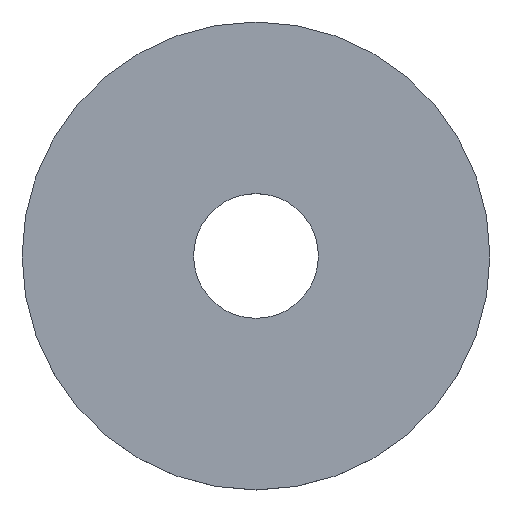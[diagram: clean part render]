
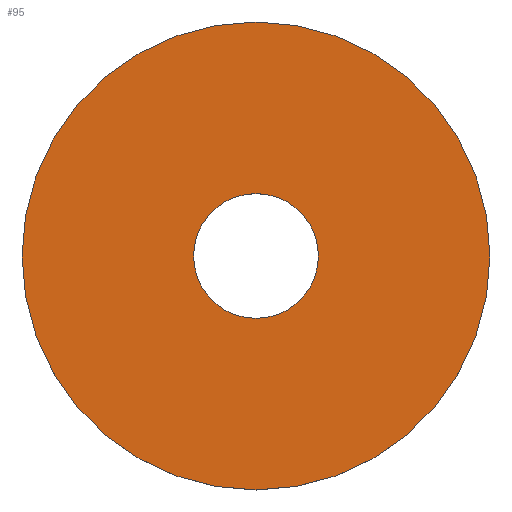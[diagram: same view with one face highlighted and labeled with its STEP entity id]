
A CAD part, top view. The second image highlights one B-rep face of the part: STEP entity #95.
In plain terms, the highlighted planar face has unit normal (0, 0, 1).
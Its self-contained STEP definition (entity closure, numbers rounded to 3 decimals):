
#2 = EDGE_LOOP ( 'NONE', ( #27 ) ) ;
#13 = DIRECTION ( 'NONE',  ( 0., 0., -1. ) ) ;
#14 = VERTEX_POINT ( 'NONE', #62 ) ;
#21 = CIRCLE ( 'NONE', #124, 4. ) ;
#27 = ORIENTED_EDGE ( 'NONE', *, *, #139, .F. ) ;
#35 = DIRECTION ( 'NONE',  ( 0., 1., 0. ) ) ;
#50 = CARTESIAN_POINT ( 'NONE',  ( 0., 0., 1.7 ) ) ;
#60 = FACE_OUTER_BOUND ( 'NONE', #2, .T. ) ;
#62 = CARTESIAN_POINT ( 'NONE',  ( 0., 4., 1.7 ) ) ;
#65 = DIRECTION ( 'NONE',  ( 0., -1., 0. ) ) ;
#66 = FACE_BOUND ( 'NONE', #114, .T. ) ;
#76 = VERTEX_POINT ( 'NONE', #128 ) ;
#87 = PLANE ( 'NONE',  #167 ) ;
#95 = ADVANCED_FACE ( 'NONE', ( #66, #60 ), #87, .T. ) ;
#98 = DIRECTION ( 'NONE',  ( 0., 1., 0. ) ) ;
#104 = CIRCLE ( 'NONE', #150, 15. ) ;
#114 = EDGE_LOOP ( 'NONE', ( #157 ) ) ;
#124 = AXIS2_PLACEMENT_3D ( 'NONE', #141, #13, #35 ) ;
#128 = CARTESIAN_POINT ( 'NONE',  ( 0., 15., 1.7 ) ) ;
#130 = CARTESIAN_POINT ( 'NONE',  ( 0., 4., 1.7 ) ) ;
#132 = DIRECTION ( 'NONE',  ( 0., 0., -1. ) ) ;
#139 = EDGE_CURVE ( 'NONE', #76, #76, #104, .T. ) ;
#141 = CARTESIAN_POINT ( 'NONE',  ( 0., 0., 1.7 ) ) ;
#150 = AXIS2_PLACEMENT_3D ( 'NONE', #50, #132, #98 ) ;
#152 = EDGE_CURVE ( 'NONE', #14, #14, #21, .T. ) ;
#157 = ORIENTED_EDGE ( 'NONE', *, *, #152, .T. ) ;
#158 = DIRECTION ( 'NONE',  ( 0., 0., 1. ) ) ;
#167 = AXIS2_PLACEMENT_3D ( 'NONE', #130, #158, #65 ) ;
